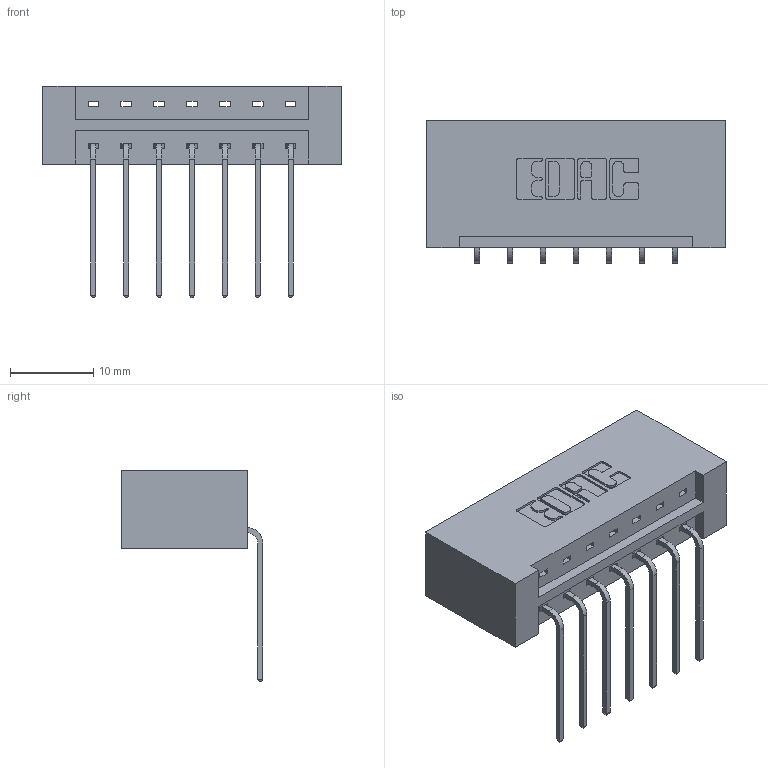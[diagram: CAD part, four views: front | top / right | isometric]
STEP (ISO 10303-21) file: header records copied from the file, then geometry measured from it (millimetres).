
FILE_DESCRIPTION (( 'STEP AP203' ), '1' );
FILE_NAME ('333-007-559-101.STEP', '2018-07-31T21:49:18', ( '' ), ( '' ), 'SwSTEP 2.0', 'SolidWorks 2016', '' );
FILE_SCHEMA (( 'CONFIG_CONTROL_DESIGN' ));
Length unit declared in the file: inch
Products named in the file (3): 333 Part_Lugless; 345-292-001_558 559 Tail - 1; 333-007-559-101
Assembly tree (8 placements, depth 2):
  333-007-559-101
    333 Part_Lugless
    345-292-001_558 559 Tail - 1  x7
Bounding box: 35.99 x 17.09 x 25.53 mm (x, y, z)
Volume: 3956.9 mm3; surface area: 4151.7 mm2
Topology: 8 solids, 8 shells, 526 faces, 1561 edges, 1030 vertices
Faces by surface type: plane 374, cylinder 152
Entity records: 8613 total; most frequent: CARTESIAN_POINT 1499, ORIENTED_EDGE 1442, DIRECTION 1327, EDGE_CURVE 721, LINE 601, VECTOR 601, VERTEX_POINT 478, AXIS2_PLACEMENT_3D 363
